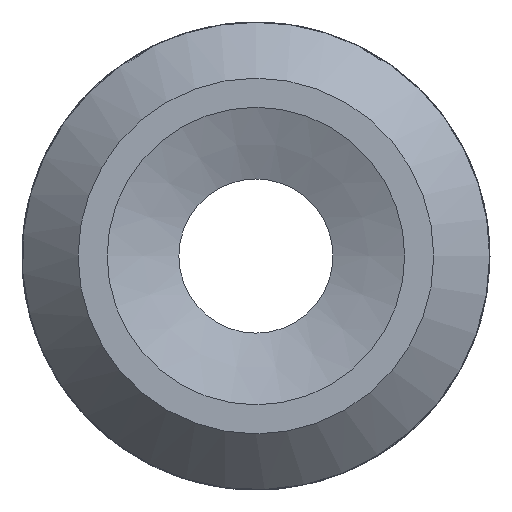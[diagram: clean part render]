
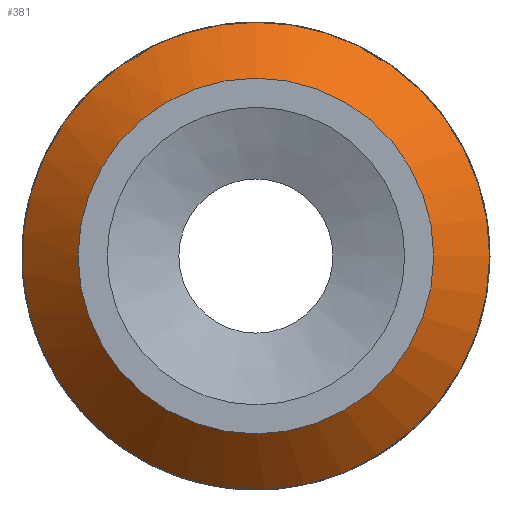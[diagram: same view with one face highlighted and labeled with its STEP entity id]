
A CAD part, left-side view. The second image highlights one B-rep face of the part: STEP entity #381.
In plain terms, the highlighted conical face has half-angle 45 degrees and reference radius 3.5 mm.
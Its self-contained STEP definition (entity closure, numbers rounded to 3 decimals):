
#17=CONICAL_SURFACE('',#414,3.5,0.785);
#46=FACE_OUTER_BOUND('',#70,.T.);
#70=EDGE_LOOP('',(#340,#341,#342,#343,#344,#345));
#71=CIRCLE('',#385,3.942);
#73=CIRCLE('',#398,3.942);
#74=CIRCLE('',#399,3.942);
#81=CIRCLE('',#413,3.);
#126=LINE('',#1660,#141);
#141=VECTOR('',#493,3.5);
#144=VERTEX_POINT('',#499);
#145=VERTEX_POINT('',#510);
#170=VERTEX_POINT('',#1266);
#177=VERTEX_POINT('',#1657);
#180=EDGE_CURVE('',#144,#145,#71,.T.);
#217=EDGE_CURVE('',#145,#170,#73,.T.);
#218=EDGE_CURVE('',#170,#144,#74,.T.);
#232=EDGE_CURVE('',#177,#177,#81,.T.);
#233=EDGE_CURVE('',#170,#177,#126,.T.);
#340=ORIENTED_EDGE('',*,*,#217,.F.);
#341=ORIENTED_EDGE('',*,*,#180,.F.);
#342=ORIENTED_EDGE('',*,*,#218,.F.);
#343=ORIENTED_EDGE('',*,*,#233,.T.);
#344=ORIENTED_EDGE('',*,*,#232,.T.);
#345=ORIENTED_EDGE('',*,*,#233,.F.);
#381=ADVANCED_FACE('',(#46),#17,.T.);
#385=AXIS2_PLACEMENT_3D('',#511,#420,#421);
#398=AXIS2_PLACEMENT_3D('',#1267,#456,#457);
#399=AXIS2_PLACEMENT_3D('',#1268,#458,#459);
#413=AXIS2_PLACEMENT_3D('',#1658,#489,#490);
#414=AXIS2_PLACEMENT_3D('',#1659,#491,#492);
#420=DIRECTION('center_axis',(1.,0.,0.));
#421=DIRECTION('ref_axis',(0.,1.,0.));
#456=DIRECTION('center_axis',(1.,0.,0.));
#457=DIRECTION('ref_axis',(0.,1.,0.));
#458=DIRECTION('center_axis',(1.,0.,0.));
#459=DIRECTION('ref_axis',(0.,1.,0.));
#489=DIRECTION('center_axis',(1.,0.,0.));
#490=DIRECTION('ref_axis',(0.,0.,-1.));
#491=DIRECTION('center_axis',(1.,0.,0.));
#492=DIRECTION('ref_axis',(0.,1.,0.));
#493=DIRECTION('',(-0.707,0.707,0.));
#499=CARTESIAN_POINT('',(-13.198,1.729,3.546));
#510=CARTESIAN_POINT('',(-13.198,-1.727,3.544));
#511=CARTESIAN_POINT('Origin',(-13.198,0.,0.));
#1266=CARTESIAN_POINT('',(-13.198,-3.942,0.));
#1267=CARTESIAN_POINT('Origin',(-13.198,0.,
0.));
#1268=CARTESIAN_POINT('Origin',(-13.198,0.,
0.));
#1657=CARTESIAN_POINT('',(-14.14,-3.,0.));
#1658=CARTESIAN_POINT('Origin',(-14.14,0.,
0.));
#1659=CARTESIAN_POINT('Origin',(-13.64,0.,
0.));
#1660=CARTESIAN_POINT('',(-13.64,-3.5,0.));
